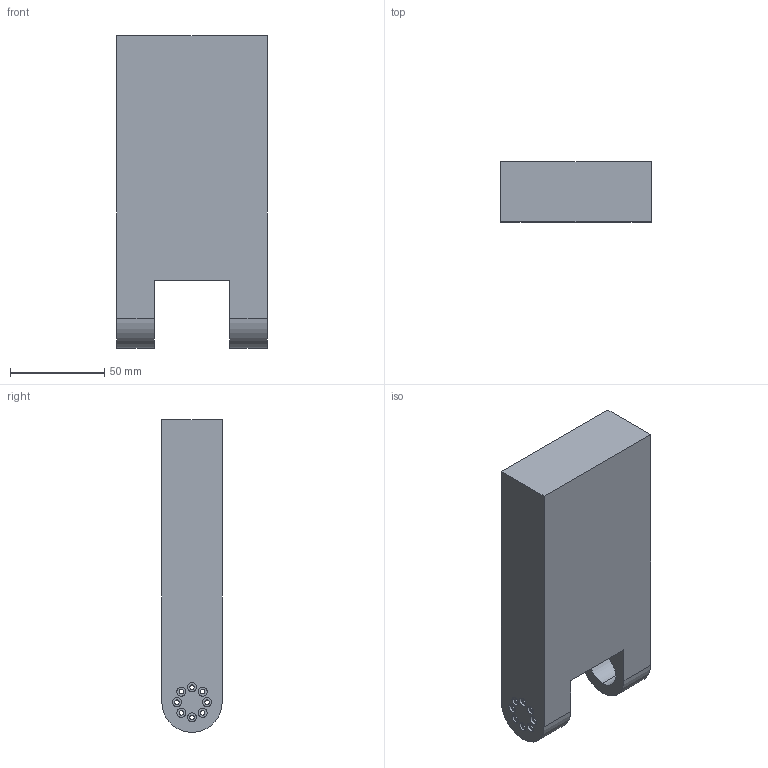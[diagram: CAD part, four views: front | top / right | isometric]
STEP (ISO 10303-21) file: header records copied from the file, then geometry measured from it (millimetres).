
FILE_DESCRIPTION (( 'STEP AP203' ), '1' );
FILE_NAME ('linkage2.STEP', '2021-11-11T02:57:56', ( '' ), ( '' ), 'SwSTEP 2.0', 'SolidWorks 2019', '' );
FILE_SCHEMA (( 'CONFIG_CONTROL_DESIGN' ));
Length unit declared in the file: millimetre
Products named in the file (1): linkage2
Bounding box: 80 x 32 x 166 mm (x, y, z)
Volume: 365011.6 mm3; surface area: 42594.9 mm2
Topology: 1 solids, 1 shells, 55 faces, 132 edges, 88 vertices
Faces by surface type: cylinder 38, plane 17
Entity records: 1755 total; most frequent: DIRECTION 320, CARTESIAN_POINT 276, ORIENTED_EDGE 264, EDGE_CURVE 132, AXIS2_PLACEMENT_3D 132, VERTEX_POINT 88, EDGE_LOOP 82, CIRCLE 76
